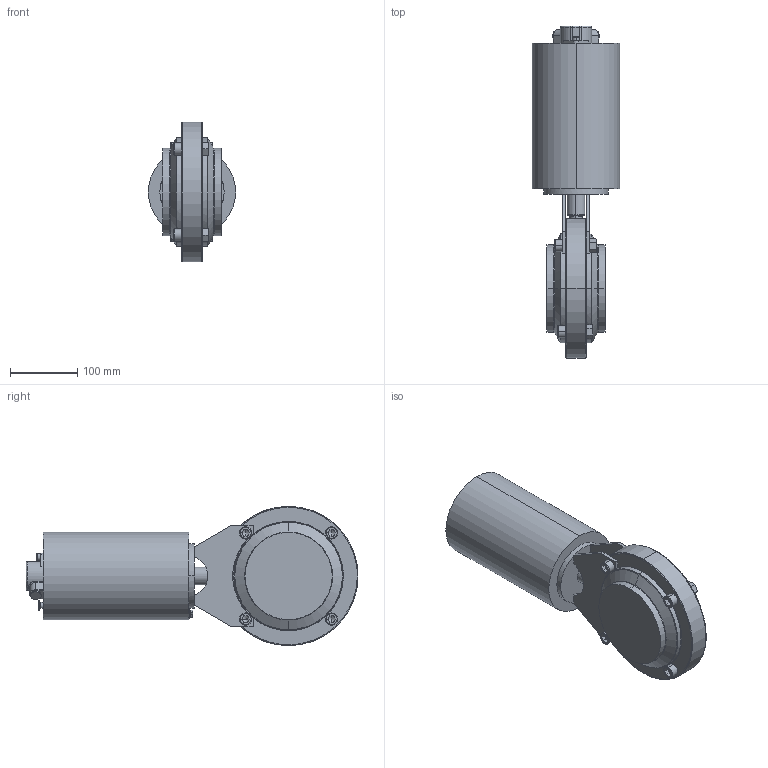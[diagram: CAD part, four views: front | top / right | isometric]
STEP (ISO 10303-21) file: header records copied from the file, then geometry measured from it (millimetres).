
FILE_DESCRIPTION (( 'STEP AP214' ), '1' );
FILE_NAME ('4501125xxx-xxx.STEP', '2013-01-10T13:30:37', ( 'Install' ), ( '' ), 'SwSTEP 2.0', 'SolidWorks 2011', '' );
FILE_SCHEMA (( 'AUTOMOTIVE_DESIGN' ));
Length unit declared in the file: millimetre
Products named in the file (1): 4501125xxx-xxx
Bounding box: 129.39 x 491.97 x 206.53 mm (x, y, z)
Volume: 4988801.2 mm3; surface area: 260810.6 mm2
Topology: 1 solids, 1 shells, 368 faces, 958 edges, 579 vertices
Faces by surface type: plane 178, cone 76, cylinder 74, bspline 40
Entity records: 15098 total; most frequent: CARTESIAN_POINT 4349, ORIENTED_EDGE 1900, DIRECTION 1773, EDGE_CURVE 950, AXIS2_PLACEMENT_3D 668, VERTEX_POINT 579, VECTOR 437, LINE 437
